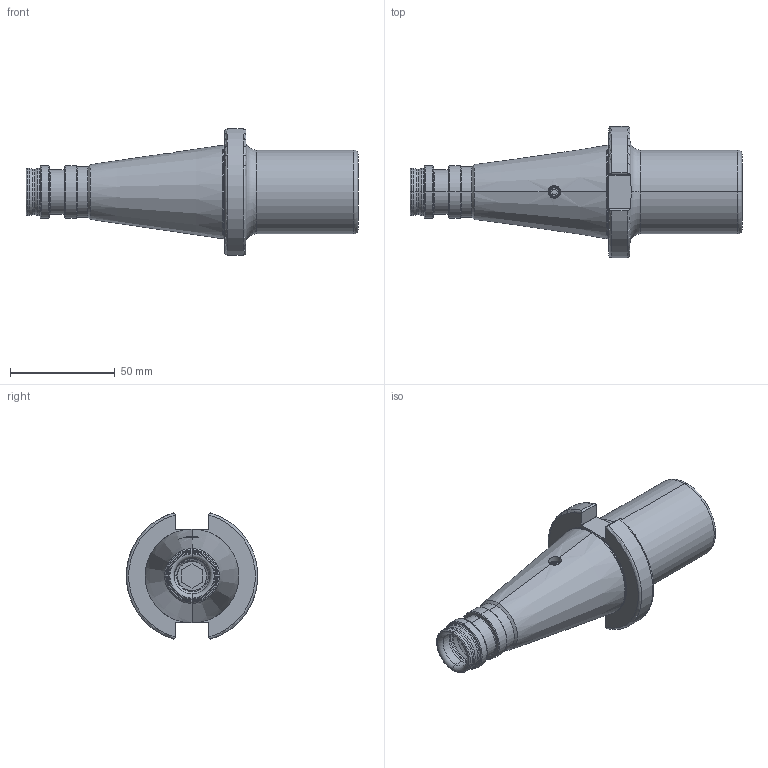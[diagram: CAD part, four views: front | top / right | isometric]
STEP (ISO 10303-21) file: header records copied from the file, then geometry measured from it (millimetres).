
FILE_DESCRIPTION (( 'STEP AP203' ), '1' );
FILE_NAME ('401.08.03.STEP', '2016-11-26T04:55:06', ( '' ), ( '' ), 'SwSTEP 2.0', 'SolidWorks 2012', '' );
FILE_SCHEMA (( 'CONFIG_CONTROL_DESIGN' ));
Length unit declared in the file: millimetre
Products named in the file (5): 102.08.03_M12xP1.75-35L; 401.08.03; 2-01150002C1_M5xP0.8-6L; 2-41371003AF_M20xP1.5_10L
Assembly tree (4 placements, depth 2):
  401.08.03
    401.08.03
    2-41371003AF_M20xP1.5_10L
    2-01150002C1_M5xP0.8-6L
    102.08.03_M12xP1.75-35L
Bounding box: 158.4 x 62.57 x 60.15 mm (x, y, z)
Volume: 132402.4 mm3; surface area: 38525.4 mm2
Topology: 4 solids, 4 shells, 357 faces, 949 edges, 603 vertices
Faces by surface type: cylinder 170, plane 56, cone 50, bspline 41, torus 40
Entity records: 27970 total; most frequent: CARTESIAN_POINT 19763, ORIENTED_EDGE 1894, DIRECTION 1348, EDGE_CURVE 947, VERTEX_POINT 603, AXIS2_PLACEMENT_3D 531, EDGE_LOOP 370, ADVANCED_FACE 357
